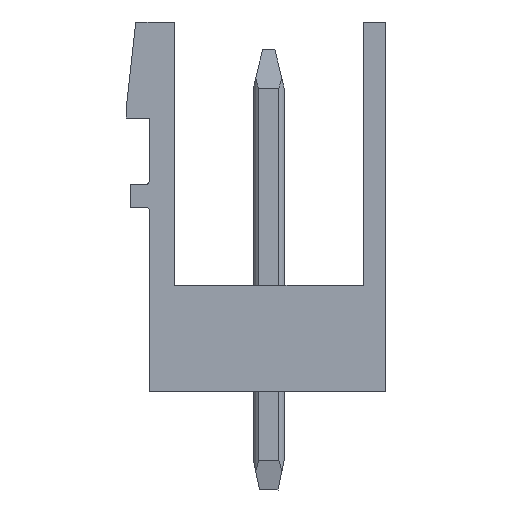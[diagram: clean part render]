
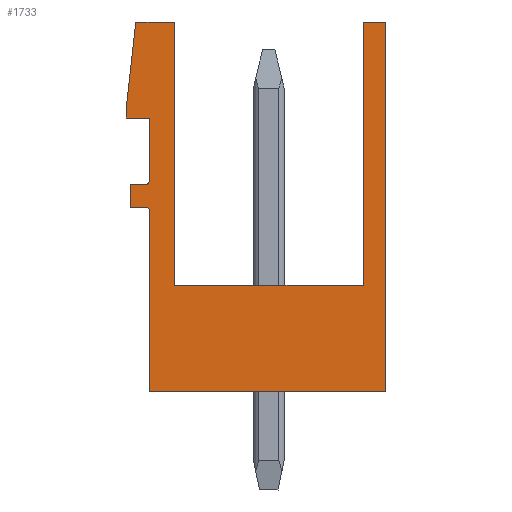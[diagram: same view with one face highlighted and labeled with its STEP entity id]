
A CAD part, left-side view. The second image highlights one B-rep face of the part: STEP entity #1733.
In plain terms, the highlighted planar face has unit normal (-1, 0, 0).
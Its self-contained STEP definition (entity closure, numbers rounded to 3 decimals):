
#1368=AXIS2_PLACEMENT_3D('Circle Axis2P3D',#1366,#1367,$) ;
#1464=AXIS2_PLACEMENT_3D('Circle Axis2P3D',#1462,#1463,$) ;
#1702=AXIS2_PLACEMENT_3D('Plane Axis2P3D',#1699,#1700,#1701) ;
#89=CARTESIAN_POINT('Vertex',(0.,6.86,6.65)) ;
#92=CARTESIAN_POINT('Line Origine',(0.,3.795,6.65)) ;
#96=CARTESIAN_POINT('Vertex',(0.,0.73,6.65)) ;
#1256=CARTESIAN_POINT('Line Origine',(0.,0.73,10.925)) ;
#1260=CARTESIAN_POINT('Vertex',(0.,0.73,15.2)) ;
#1339=CARTESIAN_POINT('Vertex',(0.,7.68,3.2)) ;
#1342=CARTESIAN_POINT('Line Origine',(0.,7.68,6.14)) ;
#1346=CARTESIAN_POINT('Vertex',(0.,7.68,9.08)) ;
#1366=CARTESIAN_POINT('Axis2P3D Location',(0.,7.78,9.08)) ;
#1370=CARTESIAN_POINT('Vertex',(0.,7.78,9.18)) ;
#1390=CARTESIAN_POINT('Line Origine',(0.,8.04,9.18)) ;
#1394=CARTESIAN_POINT('Vertex',(0.,8.3,9.18)) ;
#1414=CARTESIAN_POINT('Line Origine',(0.,8.3,9.555)) ;
#1418=CARTESIAN_POINT('Vertex',(0.,8.3,9.93)) ;
#1438=CARTESIAN_POINT('Line Origine',(0.,8.04,9.93)) ;
#1442=CARTESIAN_POINT('Vertex',(0.,7.78,9.93)) ;
#1462=CARTESIAN_POINT('Axis2P3D Location',(0.,7.78,10.03)) ;
#1466=CARTESIAN_POINT('Vertex',(0.,7.68,10.03)) ;
#1481=CARTESIAN_POINT('Line Origine',(0.,7.68,11.055)) ;
#1485=CARTESIAN_POINT('Vertex',(0.,7.68,12.08)) ;
#1505=CARTESIAN_POINT('Line Origine',(0.,8.055,12.08)) ;
#1509=CARTESIAN_POINT('Vertex',(0.,8.43,12.08)) ;
#1529=CARTESIAN_POINT('Line Origine',(0.,8.43,12.24)) ;
#1533=CARTESIAN_POINT('Vertex',(0.,8.43,12.4)) ;
#1553=CARTESIAN_POINT('Line Origine',(0.,8.275,13.8)) ;
#1557=CARTESIAN_POINT('Vertex',(0.,8.12,15.2)) ;
#1577=CARTESIAN_POINT('Line Origine',(0.,7.49,15.2)) ;
#1581=CARTESIAN_POINT('Vertex',(0.,6.86,15.2)) ;
#1596=CARTESIAN_POINT('Line Origine',(0.,0.365,15.2)) ;
#1600=CARTESIAN_POINT('Vertex',(0.,0.,15.2)) ;
#1620=CARTESIAN_POINT('Line Origine',(0.,0.,9.2)) ;
#1624=CARTESIAN_POINT('Vertex',(0.,0.,3.2)) ;
#1699=CARTESIAN_POINT('Axis2P3D Location',(0.,0.,0.)) ;
#1704=CARTESIAN_POINT('Line Origine',(0.,3.84,3.2)) ;
#1709=CARTESIAN_POINT('Line Origine',(0.,6.86,10.925)) ;
#93=DIRECTION('Vector Direction',(0.,-1.,0.)) ;
#1257=DIRECTION('Vector Direction',(0.,0.,-1.)) ;
#1343=DIRECTION('Vector Direction',(0.,0.,1.)) ;
#1367=DIRECTION('Axis2P3D Direction',(-1.,0.,0.)) ;
#1391=DIRECTION('Vector Direction',(0.,-1.,0.)) ;
#1415=DIRECTION('Vector Direction',(0.,0.,-1.)) ;
#1439=DIRECTION('Vector Direction',(0.,1.,0.)) ;
#1463=DIRECTION('Axis2P3D Direction',(-1.,0.,0.)) ;
#1482=DIRECTION('Vector Direction',(0.,0.,-1.)) ;
#1506=DIRECTION('Vector Direction',(0.,-1.,0.)) ;
#1530=DIRECTION('Vector Direction',(0.,0.,-1.)) ;
#1554=DIRECTION('Vector Direction',(0.,0.11,-0.994)) ;
#1578=DIRECTION('Vector Direction',(0.,-1.,0.)) ;
#1597=DIRECTION('Vector Direction',(0.,1.,0.)) ;
#1621=DIRECTION('Vector Direction',(0.,0.,1.)) ;
#1700=DIRECTION('Axis2P3D Direction',(-1.,0.,0.)) ;
#1701=DIRECTION('Axis2P3D XDirection',(0.,0.,1.)) ;
#1705=DIRECTION('Vector Direction',(0.,1.,0.)) ;
#1710=DIRECTION('Vector Direction',(0.,0.,1.)) ;
#94=VECTOR('Line Direction',#93,1.) ;
#1258=VECTOR('Line Direction',#1257,1.) ;
#1344=VECTOR('Line Direction',#1343,1.) ;
#1392=VECTOR('Line Direction',#1391,1.) ;
#1416=VECTOR('Line Direction',#1415,1.) ;
#1440=VECTOR('Line Direction',#1439,1.) ;
#1483=VECTOR('Line Direction',#1482,1.) ;
#1507=VECTOR('Line Direction',#1506,1.) ;
#1531=VECTOR('Line Direction',#1530,1.) ;
#1555=VECTOR('Line Direction',#1554,1.) ;
#1579=VECTOR('Line Direction',#1578,1.) ;
#1598=VECTOR('Line Direction',#1597,1.) ;
#1622=VECTOR('Line Direction',#1621,1.) ;
#1706=VECTOR('Line Direction',#1705,1.) ;
#1711=VECTOR('Line Direction',#1710,1.) ;
#1715=ORIENTED_EDGE('',*,*,#1708,.T.) ;
#1716=ORIENTED_EDGE('',*,*,#1626,.T.) ;
#1717=ORIENTED_EDGE('',*,*,#1602,.T.) ;
#1718=ORIENTED_EDGE('',*,*,#1262,.T.) ;
#1719=ORIENTED_EDGE('',*,*,#98,.T.) ;
#1720=ORIENTED_EDGE('',*,*,#1713,.T.) ;
#1721=ORIENTED_EDGE('',*,*,#1583,.T.) ;
#1722=ORIENTED_EDGE('',*,*,#1559,.T.) ;
#1723=ORIENTED_EDGE('',*,*,#1535,.T.) ;
#1724=ORIENTED_EDGE('',*,*,#1511,.T.) ;
#1725=ORIENTED_EDGE('',*,*,#1487,.T.) ;
#1726=ORIENTED_EDGE('',*,*,#1468,.T.) ;
#1727=ORIENTED_EDGE('',*,*,#1444,.T.) ;
#1728=ORIENTED_EDGE('',*,*,#1420,.T.) ;
#1729=ORIENTED_EDGE('',*,*,#1396,.T.) ;
#1730=ORIENTED_EDGE('',*,*,#1372,.T.) ;
#1731=ORIENTED_EDGE('',*,*,#1348,.T.) ;
#1733=ADVANCED_FACE('Housing',(#1732),#1703,.T.) ;
#1369=CIRCLE('generated circle',#1368,0.1) ;
#1465=CIRCLE('generated circle',#1464,0.1) ;
#98=EDGE_CURVE('',#97,#90,#95,.F.) ;
#1262=EDGE_CURVE('',#1261,#97,#1259,.T.) ;
#1348=EDGE_CURVE('',#1347,#1340,#1345,.F.) ;
#1372=EDGE_CURVE('',#1371,#1347,#1369,.F.) ;
#1396=EDGE_CURVE('',#1395,#1371,#1393,.T.) ;
#1420=EDGE_CURVE('',#1419,#1395,#1417,.T.) ;
#1444=EDGE_CURVE('',#1443,#1419,#1441,.T.) ;
#1468=EDGE_CURVE('',#1467,#1443,#1465,.F.) ;
#1487=EDGE_CURVE('',#1486,#1467,#1484,.T.) ;
#1511=EDGE_CURVE('',#1510,#1486,#1508,.T.) ;
#1535=EDGE_CURVE('',#1534,#1510,#1532,.T.) ;
#1559=EDGE_CURVE('',#1558,#1534,#1556,.T.) ;
#1583=EDGE_CURVE('',#1582,#1558,#1580,.F.) ;
#1602=EDGE_CURVE('',#1601,#1261,#1599,.T.) ;
#1626=EDGE_CURVE('',#1625,#1601,#1623,.T.) ;
#1708=EDGE_CURVE('',#1340,#1625,#1707,.F.) ;
#1713=EDGE_CURVE('',#90,#1582,#1712,.T.) ;
#1714=EDGE_LOOP('',(#1715,#1716,#1717,#1718,#1719,#1720,#1721,#1722,#1723,#1724,#1725,#1726,#1727,#1728,#1729,#1730,#1731)) ;
#1732=FACE_OUTER_BOUND('',#1714,.T.) ;
#95=LINE('Line',#92,#94) ;
#1259=LINE('Line',#1256,#1258) ;
#1345=LINE('Line',#1342,#1344) ;
#1393=LINE('Line',#1390,#1392) ;
#1417=LINE('Line',#1414,#1416) ;
#1441=LINE('Line',#1438,#1440) ;
#1484=LINE('Line',#1481,#1483) ;
#1508=LINE('Line',#1505,#1507) ;
#1532=LINE('Line',#1529,#1531) ;
#1556=LINE('Line',#1553,#1555) ;
#1580=LINE('Line',#1577,#1579) ;
#1599=LINE('Line',#1596,#1598) ;
#1623=LINE('Line',#1620,#1622) ;
#1707=LINE('Line',#1704,#1706) ;
#1712=LINE('Line',#1709,#1711) ;
#1703=PLANE('',#1702) ;
#90=VERTEX_POINT('',#89) ;
#97=VERTEX_POINT('',#96) ;
#1261=VERTEX_POINT('',#1260) ;
#1340=VERTEX_POINT('',#1339) ;
#1347=VERTEX_POINT('',#1346) ;
#1371=VERTEX_POINT('',#1370) ;
#1395=VERTEX_POINT('',#1394) ;
#1419=VERTEX_POINT('',#1418) ;
#1443=VERTEX_POINT('',#1442) ;
#1467=VERTEX_POINT('',#1466) ;
#1486=VERTEX_POINT('',#1485) ;
#1510=VERTEX_POINT('',#1509) ;
#1534=VERTEX_POINT('',#1533) ;
#1558=VERTEX_POINT('',#1557) ;
#1582=VERTEX_POINT('',#1581) ;
#1601=VERTEX_POINT('',#1600) ;
#1625=VERTEX_POINT('',#1624) ;
